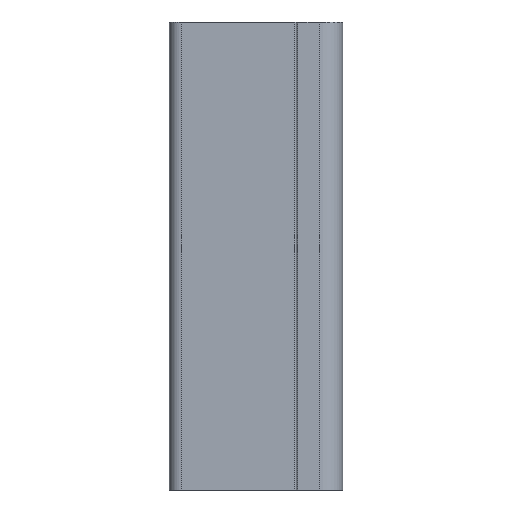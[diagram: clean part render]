
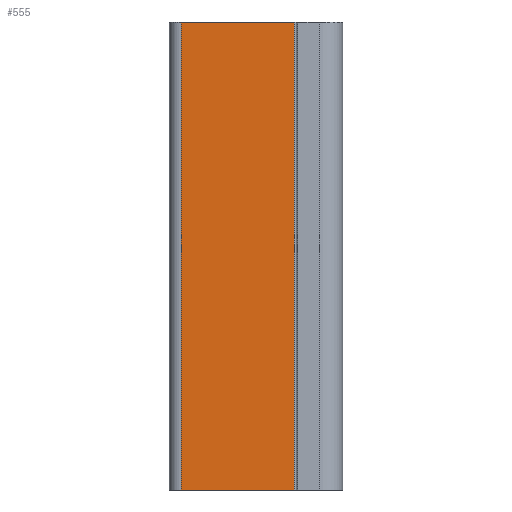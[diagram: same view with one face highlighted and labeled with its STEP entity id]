
A CAD part, left-side view. The second image highlights one B-rep face of the part: STEP entity #555.
In plain terms, the highlighted planar face has unit normal (-1, 0, 0).
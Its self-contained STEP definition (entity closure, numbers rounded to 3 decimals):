
#497=CARTESIAN_POINT('',(-5.,34.5,0.0));
#498=VERTEX_POINT('',#497);
#506=CARTESIAN_POINT('',(-5.,34.5,100.0));
#507=VERTEX_POINT('',#506);
#508=CARTESIAN_POINT('',(-5.,34.5,0.0));
#509=DIRECTION('',(0.0,0.0,1.0));
#510=VECTOR('',#509,100.0);
#511=LINE('',#508,#510);
#512=EDGE_CURVE('',#498,#507,#511,.T.);
#525=CARTESIAN_POINT('',(-5.,34.5,0.0));
#526=DIRECTION('',(-1.0,0.0,0.0));
#527=DIRECTION('',(0.0,-1.0,0.0));
#528=AXIS2_PLACEMENT_3D('',#525,#526,#527);
#529=PLANE('',#528);
#530=CARTESIAN_POINT('',(-5.,10.354,0.0));
#531=VERTEX_POINT('',#530);
#532=CARTESIAN_POINT('',(-5.,34.5,0.0));
#533=DIRECTION('',(0.0,-1.0,0.0));
#534=VECTOR('',#533,24.146);
#535=LINE('',#532,#534);
#536=EDGE_CURVE('',#498,#531,#535,.T.);
#537=ORIENTED_EDGE('',*,*,#536,.T.);
#538=CARTESIAN_POINT('',(-5.,10.354,100.0));
#539=VERTEX_POINT('',#538);
#540=CARTESIAN_POINT('',(-5.,10.354,0.0));
#541=DIRECTION('',(0.0,0.0,1.0));
#542=VECTOR('',#541,100.0);
#543=LINE('',#540,#542);
#544=EDGE_CURVE('',#531,#539,#543,.T.);
#545=ORIENTED_EDGE('',*,*,#544,.T.);
#546=CARTESIAN_POINT('',(-5.,34.5,100.0));
#547=DIRECTION('',(0.0,-1.0,0.0));
#548=VECTOR('',#547,24.146);
#549=LINE('',#546,#548);
#550=EDGE_CURVE('',#507,#539,#549,.T.);
#551=ORIENTED_EDGE('',*,*,#550,.F.);
#552=ORIENTED_EDGE('',*,*,#512,.F.);
#553=EDGE_LOOP('',(#537,#545,#551,#552));
#554=FACE_OUTER_BOUND('',#553,.T.);
#555=ADVANCED_FACE('',(#554),#529,.T.);
